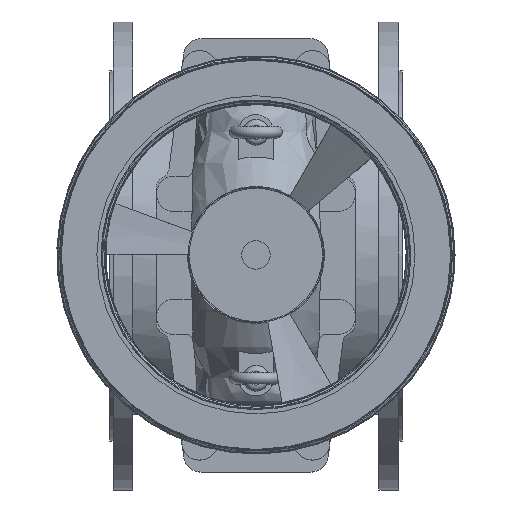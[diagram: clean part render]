
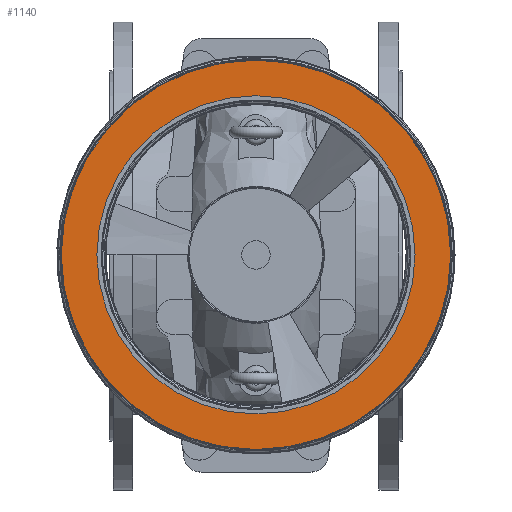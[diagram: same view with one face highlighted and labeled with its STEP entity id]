
A CAD part, top view. The second image highlights one B-rep face of the part: STEP entity #1140.
In plain terms, the highlighted planar face has unit normal (0, 0, 1).
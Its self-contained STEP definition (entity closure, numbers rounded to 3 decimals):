
#1140=ADVANCED_FACE('',(#34135,#34137),#34139,.T.);
#34135=FACE_BOUND('',#34136,.T.);
#34136=EDGE_LOOP('',(#62665));
#34137=FACE_BOUND('',#34138,.T.);
#34138=EDGE_LOOP('',(#62666));
#34139=PLANE('',#34140);
#34140=AXIS2_PLACEMENT_3D('',#34141,#34142,#34143);
#34141=CARTESIAN_POINT('',(17776.293,2905.075,378.498));
#34142=DIRECTION('',(0.,0.,1.));
#34143=DIRECTION('',(0.,1.,0.));
#62665=ORIENTED_EDGE('',*,*,#83840,.T.);
#62666=ORIENTED_EDGE('',*,*,#83841,.F.);
#83840=EDGE_CURVE('',#94727,#94727,#94728,.T.);
#83841=EDGE_CURVE('',#94729,#94729,#94730,.T.);
#94727=VERTEX_POINT('',#118515);
#94728=CIRCLE('',#118516,166.226);
#94729=VERTEX_POINT('',#118520);
#94730=CIRCLE('',#118521,135.819);
#118515=CARTESIAN_POINT('',(18085.718,2905.075,378.498));
#118516=AXIS2_PLACEMENT_3D('',#118517,#118518,#118519);
#118517=CARTESIAN_POINT('',(17919.492,2905.075,378.498));
#118518=DIRECTION('',(0.,0.,1.));
#118519=DIRECTION('',(-1.,0.,0.));
#118520=CARTESIAN_POINT('',(18055.311,2905.075,378.498));
#118521=AXIS2_PLACEMENT_3D('',#118522,#118523,#118524);
#118522=CARTESIAN_POINT('',(17919.492,2905.075,378.498));
#118523=DIRECTION('',(0.,0.,1.));
#118524=DIRECTION('',(-1.,0.,0.));
